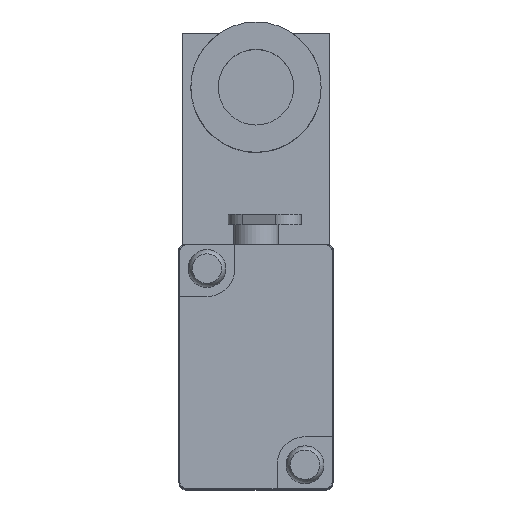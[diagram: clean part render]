
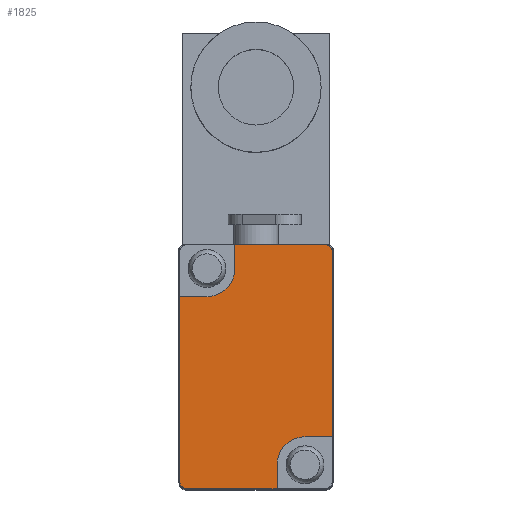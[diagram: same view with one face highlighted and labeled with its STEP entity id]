
A CAD part, top view. The second image highlights one B-rep face of the part: STEP entity #1825.
In plain terms, the highlighted planar face has unit normal (0, 0, 1).
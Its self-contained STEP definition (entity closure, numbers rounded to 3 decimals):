
#144=LINE('',#2969,#291);
#151=LINE('',#2985,#298);
#152=LINE('',#2987,#299);
#159=LINE('',#3003,#306);
#160=LINE('',#3005,#307);
#161=LINE('',#3007,#308);
#162=LINE('',#3011,#309);
#163=LINE('',#3012,#310);
#291=VECTOR('',#2381,1000.);
#298=VECTOR('',#2394,1000.);
#299=VECTOR('',#2397,1000.);
#306=VECTOR('',#2410,1000.);
#307=VECTOR('',#2413,1000.);
#308=VECTOR('',#2414,1000.);
#309=VECTOR('',#2417,1000.);
#310=VECTOR('',#2418,1000.);
#612=ORIENTED_EDGE('',*,*,#1003,.F.);
#613=ORIENTED_EDGE('',*,*,#985,.T.);
#614=ORIENTED_EDGE('',*,*,#990,.T.);
#615=ORIENTED_EDGE('',*,*,#993,.T.);
#616=ORIENTED_EDGE('',*,*,#1004,.F.);
#617=ORIENTED_EDGE('',*,*,#1005,.F.);
#618=ORIENTED_EDGE('',*,*,#1006,.F.);
#619=ORIENTED_EDGE('',*,*,#994,.T.);
#620=ORIENTED_EDGE('',*,*,#999,.T.);
#621=ORIENTED_EDGE('',*,*,#1002,.T.);
#622=ORIENTED_EDGE('',*,*,#1007,.F.);
#623=ORIENTED_EDGE('',*,*,#1008,.F.);
#985=EDGE_CURVE('',#1205,#1206,#144,.T.);
#990=EDGE_CURVE('',#1206,#1208,#1334,.T.);
#993=EDGE_CURVE('',#1208,#1210,#151,.T.);
#994=EDGE_CURVE('',#1211,#1212,#152,.T.);
#999=EDGE_CURVE('',#1212,#1214,#1335,.T.);
#1002=EDGE_CURVE('',#1214,#1216,#159,.T.);
#1003=EDGE_CURVE('',#1205,#1217,#160,.T.);
#1004=EDGE_CURVE('',#1218,#1210,#161,.T.);
#1005=EDGE_CURVE('',#1219,#1218,#1336,.T.);
#1006=EDGE_CURVE('',#1211,#1219,#162,.T.);
#1007=EDGE_CURVE('',#1220,#1216,#163,.T.);
#1008=EDGE_CURVE('',#1217,#1220,#1337,.T.);
#1205=VERTEX_POINT('',#2970);
#1206=VERTEX_POINT('',#2971);
#1208=VERTEX_POINT('',#2978);
#1210=VERTEX_POINT('',#2984);
#1211=VERTEX_POINT('',#2988);
#1212=VERTEX_POINT('',#2989);
#1214=VERTEX_POINT('',#2996);
#1216=VERTEX_POINT('',#3002);
#1217=VERTEX_POINT('',#3006);
#1218=VERTEX_POINT('',#3008);
#1219=VERTEX_POINT('',#3010);
#1220=VERTEX_POINT('',#3013);
#1334=CIRCLE('',#2001,1.);
#1335=CIRCLE('',#2005,1.);
#1336=CIRCLE('',#2008,4.);
#1337=CIRCLE('',#2009,4.);
#1457=EDGE_LOOP('',(#612,#613,#614,#615,#616,#617,#618,#619,#620,#621,#622,
#623));
#1623=FACE_BOUND('',#1457,.T.);
#1735=PLANE('',#2007);
#1825=ADVANCED_FACE('',(#1623),#1735,.T.);
#2001=AXIS2_PLACEMENT_3D('',#2979,#2388,#2389);
#2005=AXIS2_PLACEMENT_3D('',#2997,#2404,#2405);
#2007=AXIS2_PLACEMENT_3D('',#3004,#2411,#2412);
#2008=AXIS2_PLACEMENT_3D('',#3009,#2415,#2416);
#2009=AXIS2_PLACEMENT_3D('',#3014,#2419,#2420);
#2381=DIRECTION('',(0.,-1.,0.));
#2388=DIRECTION('',(0.,0.,1.));
#2389=DIRECTION('',(1.,0.,0.));
#2394=DIRECTION('',(1.,0.,0.));
#2397=DIRECTION('',(0.,1.,0.));
#2404=DIRECTION('',(0.,0.,1.));
#2405=DIRECTION('',(1.,0.,0.));
#2410=DIRECTION('',(-1.,0.,0.));
#2411=DIRECTION('',(0.,0.,1.));
#2412=DIRECTION('',(1.,0.,0.));
#2413=DIRECTION('',(1.,0.,0.));
#2414=DIRECTION('',(0.,-1.,0.));
#2415=DIRECTION('',(0.,0.,1.));
#2416=DIRECTION('',(1.,0.,0.));
#2417=DIRECTION('',(-1.,0.,0.));
#2418=DIRECTION('',(0.,1.,0.));
#2419=DIRECTION('',(0.,0.,1.));
#2420=DIRECTION('',(1.,0.,0.));
#2969=CARTESIAN_POINT('',(-10.9,16.4,60.));
#2970=CARTESIAN_POINT('',(-10.9,10.,60.));
#2971=CARTESIAN_POINT('',(-10.9,-16.4,60.));
#2978=CARTESIAN_POINT('',(-9.9,-17.4,60.));
#2979=CARTESIAN_POINT('',(-9.9,-16.4,60.));
#2984=CARTESIAN_POINT('',(3.,-17.4,60.));
#2985=CARTESIAN_POINT('',(-9.9,-17.4,60.));
#2987=CARTESIAN_POINT('',(10.9,-16.4,60.));
#2988=CARTESIAN_POINT('',(10.9,-10.,60.));
#2989=CARTESIAN_POINT('',(10.9,16.4,60.));
#2996=CARTESIAN_POINT('',(9.9,17.4,60.));
#2997=CARTESIAN_POINT('',(9.9,16.4,60.));
#3002=CARTESIAN_POINT('',(-3.,17.4,60.));
#3003=CARTESIAN_POINT('',(9.9,17.4,60.));
#3004=CARTESIAN_POINT('',(-9.9,-16.4,60.));
#3005=CARTESIAN_POINT('',(-9.9,10.,60.));
#3006=CARTESIAN_POINT('',(-7.,10.,60.));
#3007=CARTESIAN_POINT('',(3.,-14.,60.));
#3008=CARTESIAN_POINT('',(3.,-14.,60.));
#3009=CARTESIAN_POINT('',(7.,-14.,60.));
#3010=CARTESIAN_POINT('',(7.,-10.,60.));
#3011=CARTESIAN_POINT('',(-9.9,-10.,60.));
#3012=CARTESIAN_POINT('',(-3.,14.,60.));
#3013=CARTESIAN_POINT('',(-3.,14.,60.));
#3014=CARTESIAN_POINT('',(-7.,14.,60.));
